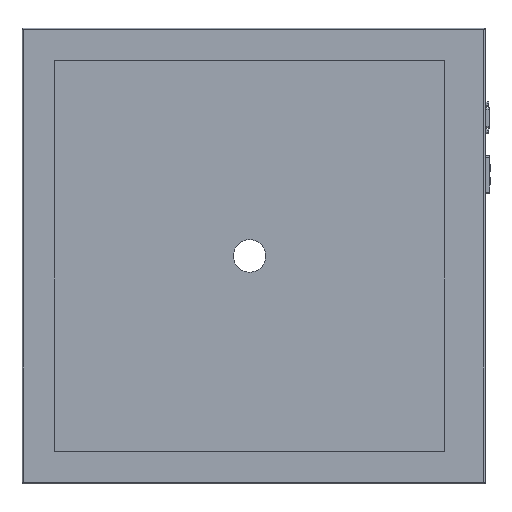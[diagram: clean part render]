
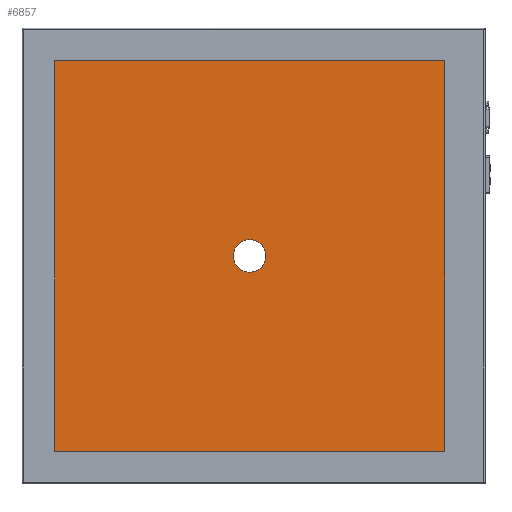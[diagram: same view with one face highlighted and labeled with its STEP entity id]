
A CAD part, top view. The second image highlights one B-rep face of the part: STEP entity #6857.
In plain terms, the highlighted planar face has unit normal (0, 0, 1).
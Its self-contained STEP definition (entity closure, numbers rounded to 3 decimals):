
#3169=CIRCLE('',#6499,20.);
#3358=ORIENTED_EDGE('',*,*,#4400,.F.);
#3359=ORIENTED_EDGE('',*,*,#4405,.F.);
#3360=ORIENTED_EDGE('',*,*,#4404,.F.);
#3361=ORIENTED_EDGE('',*,*,#4402,.F.);
#3362=ORIENTED_EDGE('',*,*,#4406,.F.);
#3868=VECTOR('',#5144,1.);
#3870=VECTOR('',#5148,1.);
#3872=VECTOR('',#5152,1.);
#3873=VECTOR('',#5155,1.);
#4022=LINE('',#5897,#3868);
#4024=LINE('',#5901,#3870);
#4026=LINE('',#5905,#3872);
#4027=LINE('',#5907,#3873);
#4178=VERTEX_POINT('',#5893);
#4179=VERTEX_POINT('',#5895);
#4180=VERTEX_POINT('',#5899);
#4181=VERTEX_POINT('',#5903);
#4182=VERTEX_POINT('',#5909);
#4400=EDGE_CURVE('',#4179,#4178,#4022,.T.);
#4402=EDGE_CURVE('',#4178,#4180,#4024,.T.);
#4404=EDGE_CURVE('',#4180,#4181,#4026,.T.);
#4405=EDGE_CURVE('',#4181,#4179,#4027,.T.);
#4406=EDGE_CURVE('',#4182,#4182,#3169,.T.);
#4659=EDGE_LOOP('',(#3358,#3359,#3360,#3361));
#4660=EDGE_LOOP('',(#3362));
#4871=FACE_BOUND('',#4659,.T.);
#4872=FACE_BOUND('',#4660,.T.);
#5144=DIRECTION('',(-480.,0.,0.));
#5148=DIRECTION('',(0.,480.,0.));
#5152=DIRECTION('',(480.,0.,0.));
#5155=DIRECTION('',(0.,-480.,0.));
#5156=DIRECTION('',(0.,0.,1.));
#5157=DIRECTION('',(0.,-1.,0.));
#5158=DIRECTION('',(0.,0.,1.));
#5159=DIRECTION('',(0.,20.,0.));
#5893=CARTESIAN_POINT('',(50.,40.,20.1));
#5895=CARTESIAN_POINT('',(530.,40.,20.1));
#5897=CARTESIAN_POINT('',(530.,40.,20.1));
#5899=CARTESIAN_POINT('',(50.,520.,20.1));
#5901=CARTESIAN_POINT('',(50.,40.,20.1));
#5903=CARTESIAN_POINT('',(530.,520.,20.1));
#5905=CARTESIAN_POINT('',(50.,520.,20.1));
#5907=CARTESIAN_POINT('',(530.,520.,20.1));
#5908=CARTESIAN_POINT('',(530.,40.,20.1));
#5909=CARTESIAN_POINT('',(290.,300.,20.1));
#5910=CARTESIAN_POINT('',(290.,280.,20.1));
#6498=AXIS2_PLACEMENT_3D('',#5908,#5156,#5157);
#6499=AXIS2_PLACEMENT_3D('',#5910,#5158,#5159);
#6776=PLANE('',#6498);
#6857=ADVANCED_FACE('',(#4871,#4872),#6776,.T.);
